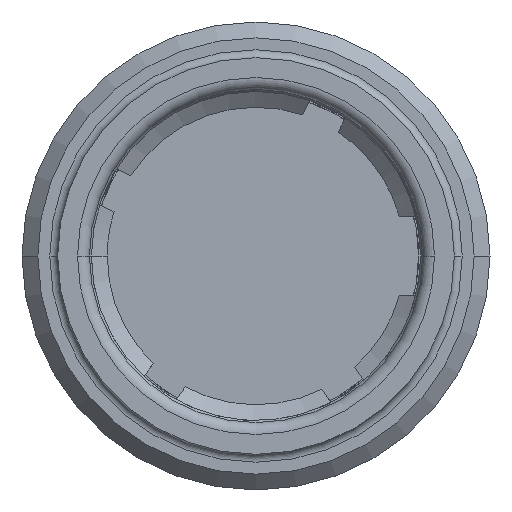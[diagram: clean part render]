
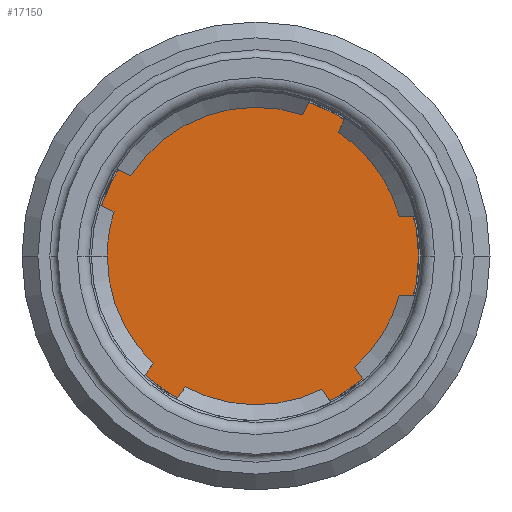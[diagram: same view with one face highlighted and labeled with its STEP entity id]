
A CAD part, left-side view. The second image highlights one B-rep face of the part: STEP entity #17150.
In plain terms, the highlighted planar face has unit normal (-1, 0, 0).
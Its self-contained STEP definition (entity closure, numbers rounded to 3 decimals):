
#16950=CARTESIAN_POINT('',(7.3,-53.475,0.));
#16960=DIRECTION('',(-1.,0.,0.));
#16970=DIRECTION('',(0.,1.,0.));
#16980=AXIS2_PLACEMENT_3D('',#16950,#16960,#16970);
#16990=PLANE('',#16980);
#17000=CARTESIAN_POINT('',(7.3,-50.,0.));
#17010=DIRECTION('',(1.,0.,0.));
#17020=DIRECTION('',(0.,-1.,0.));
#17030=AXIS2_PLACEMENT_3D('',#17000,#17010,#17020);
#17040=CIRCLE('',#17030,4.1);
#17050=CARTESIAN_POINT('',(7.3,-54.1,0.));
#17060=VERTEX_POINT('',#17050);
#17070=CARTESIAN_POINT('',(7.3,-45.9,0.));
#17080=VERTEX_POINT('',#17070);
#17090=EDGE_CURVE('',#17060,#17080,#17040,.T.);
#17100=ORIENTED_EDGE('',*,*,#17090,.F.);
#17110=EDGE_CURVE('',#17080,#17060,#17040,.T.);
#17120=ORIENTED_EDGE('',*,*,#17110,.F.);
#17130=EDGE_LOOP('',(#17120,#17100));
#17140=FACE_OUTER_BOUND('',#17130,.T.);
#17150=ADVANCED_FACE('',(#17140),#16990,.T.);
